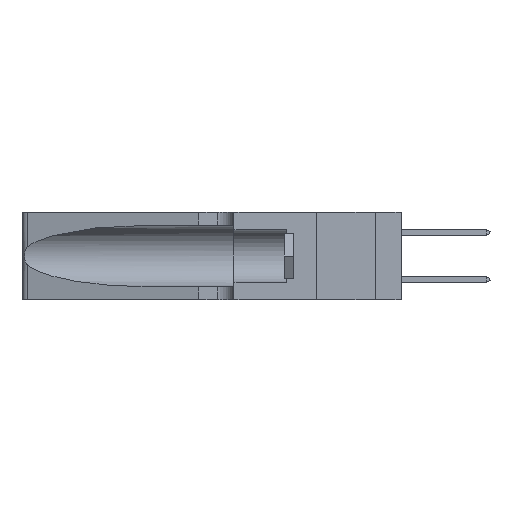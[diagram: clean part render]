
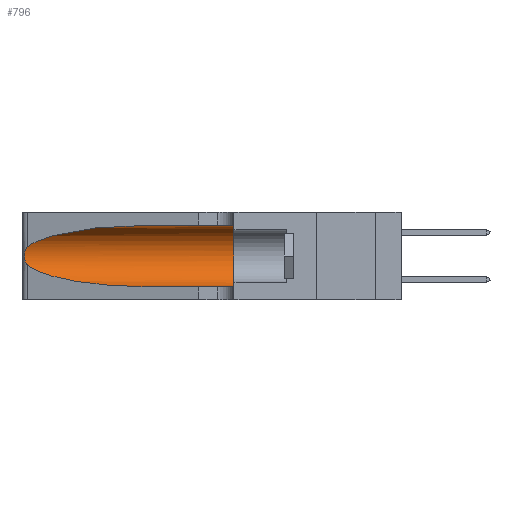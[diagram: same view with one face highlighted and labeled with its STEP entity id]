
A CAD part, left-side view. The second image highlights one B-rep face of the part: STEP entity #796.
In plain terms, the highlighted cylindrical face has radius 3.308 mm (diameter 6.617 mm), a partial arc.
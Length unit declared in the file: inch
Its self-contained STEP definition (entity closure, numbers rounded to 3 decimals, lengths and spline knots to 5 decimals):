
#275 = CARTESIAN_POINT ( 'NONE',  ( 0.25639, 1.23184, 0.21858 ) ) ;
#796 = ADVANCED_FACE ( 'NONE', ( #5267 ), #4641, .F. ) ;
#1129 = VERTEX_POINT ( 'NONE', #9309 ) ;
#1407 = ORIENTED_EDGE ( 'NONE', *, *, #10853, .F. ) ;
#2187 = CARTESIAN_POINT ( 'NONE',  ( 0.25854, 1.2359, 0.20912 ) ) ;
#2346 = EDGE_LOOP ( 'NONE', ( #23051, #12684, #17221, #22897, #1407, #11300 ) ) ;
#2567 = EDGE_CURVE ( 'NONE', #4407, #17305, #2798, .T. ) ;
#2798 =( BOUNDED_CURVE ( )  B_SPLINE_CURVE ( 3, ( #15089, #18594, #13294, #4092 ),
 .UNSPECIFIED., .F., .T. ) 
 B_SPLINE_CURVE_WITH_KNOTS ( ( 4, 4 ),
 ( 1.5708, 2.84003 ),
 .UNSPECIFIED. ) 
 CURVE ( )  GEOMETRIC_REPRESENTATION_ITEM ( )  RATIONAL_B_SPLINE_CURVE ( ( 1., 0.87, 0.87, 1. ) ) 
 REPRESENTATION_ITEM ( '' )  );
#3656 = EDGE_CURVE ( 'NONE', #1129, #21381, #19030, .T. ) ;
#4092 = CARTESIAN_POINT ( 'NONE',  ( 0.25487, 1.22718, 0.22369 ) ) ;
#4093 = CARTESIAN_POINT ( 'NONE',  ( 0.26075, 1.23896, 0.19203 ) ) ;
#4332 = DIRECTION ( 'NONE',  ( 0., -1., 0. ) ) ;
#4407 = VERTEX_POINT ( 'NONE', #18313 ) ;
#4641 = CYLINDRICAL_SURFACE ( 'NONE', #7927, 0.13025 ) ;
#5072 = CARTESIAN_POINT ( 'NONE',  ( 0.25487, 1.22718, 0.14631 ) ) ;
#5267 = FACE_OUTER_BOUND ( 'NONE', #2346, .T. ) ;
#5381 =( BOUNDED_CURVE ( )  B_SPLINE_CURVE ( 3, ( #17319, #19085, #8288, #20843 ),
 .UNSPECIFIED., .F., .F. ) 
 B_SPLINE_CURVE_WITH_KNOTS ( ( 4, 4 ),
 ( 3.44316, 4.71239 ),
 .UNSPECIFIED. ) 
 CURVE ( )  GEOMETRIC_REPRESENTATION_ITEM ( )  RATIONAL_B_SPLINE_CURVE ( ( 1., 0.87, 0.87, 1. ) ) 
 REPRESENTATION_ITEM ( '' )  );
#5990 = CARTESIAN_POINT ( 'NONE',  ( 0.26017, 1.23833, 0.17102 ) ) ;
#6292 = VECTOR ( 'NONE', #16432, 39.37008 ) ;
#7622 = EDGE_CURVE ( 'NONE', #4407, #12044, #11623, .T. ) ;
#7873 = CARTESIAN_POINT ( 'NONE',  ( 0.25789, 1.23486, 0.15765 ) ) ;
#7922 = B_SPLINE_CURVE_WITH_KNOTS ( 'NONE', 3,
 ( #22124, #20353, #275, #13295, #2187, #15091, #4093, #16920, #5990, #18673, #7873, #20439, #9686, #22202 ),
 .UNSPECIFIED., .F., .F.,
 ( 4, 2, 2, 2, 2, 2, 4 ),
 ( 0., 0.00027, 0.00053, 0.00107, 0.0016, 0.00187, 0.00214 ),
 .UNSPECIFIED. ) ;
#7927 = AXIS2_PLACEMENT_3D ( 'NONE', #10254, #16453, #16213 ) ;
#8288 = CARTESIAN_POINT ( 'NONE',  ( 0.18966, 0.96281, 0.05475 ) ) ;
#8929 = CIRCLE ( 'NONE', #18341, 0.13025 ) ;
#9309 = CARTESIAN_POINT ( 'NONE',  ( 0.1305, 0.72297, 0.05475 ) ) ;
#9686 = CARTESIAN_POINT ( 'NONE',  ( 0.25555, 1.22993, 0.14849 ) ) ;
#10073 = DIRECTION ( 'NONE',  ( 0., 1., 0. ) ) ;
#10254 = CARTESIAN_POINT ( 'NONE',  ( 0.1305, 1.61858, 0.185 ) ) ;
#10853 = EDGE_CURVE ( 'NONE', #12044, #21381, #8929, .T. ) ;
#11065 = VECTOR ( 'NONE', #4332, 39.37008 ) ;
#11300 = ORIENTED_EDGE ( 'NONE', *, *, #7622, .F. ) ;
#11623 = LINE ( 'NONE', #17150, #11065 ) ;
#12044 = VERTEX_POINT ( 'NONE', #17544 ) ;
#12684 = ORIENTED_EDGE ( 'NONE', *, *, #22138, .T. ) ;
#13294 = CARTESIAN_POINT ( 'NONE',  ( 0.2373, 1.15595, 0.28018 ) ) ;
#13295 = CARTESIAN_POINT ( 'NONE',  ( 0.25787, 1.23484, 0.2124 ) ) ;
#15089 = CARTESIAN_POINT ( 'NONE',  ( 0.1305, 0.72297, 0.31525 ) ) ;
#15091 = CARTESIAN_POINT ( 'NONE',  ( 0.26018, 1.23835, 0.19895 ) ) ;
#16213 = DIRECTION ( 'NONE',  ( 0., 0., -1. ) ) ;
#16432 = DIRECTION ( 'NONE',  ( 0., -1., 0. ) ) ;
#16453 = DIRECTION ( 'NONE',  ( 0., -1., 0. ) ) ;
#16503 = CARTESIAN_POINT ( 'NONE',  ( 0.1305, 0.35, 0.05475 ) ) ;
#16920 = CARTESIAN_POINT ( 'NONE',  ( 0.26075, 1.23896, 0.178 ) ) ;
#17150 = CARTESIAN_POINT ( 'NONE',  ( 0.1305, 1.61858, 0.31525 ) ) ;
#17221 = ORIENTED_EDGE ( 'NONE', *, *, #18462, .T. ) ;
#17305 = VERTEX_POINT ( 'NONE', #22722 ) ;
#17319 = CARTESIAN_POINT ( 'NONE',  ( 0.25487, 1.22718, 0.14631 ) ) ;
#17457 = VERTEX_POINT ( 'NONE', #5072 ) ;
#17544 = CARTESIAN_POINT ( 'NONE',  ( 0.1305, 0.35, 0.31525 ) ) ;
#18313 = CARTESIAN_POINT ( 'NONE',  ( 0.1305, 0.72297, 0.31525 ) ) ;
#18341 = AXIS2_PLACEMENT_3D ( 'NONE', #20793, #10073, #22546 ) ;
#18462 = EDGE_CURVE ( 'NONE', #17457, #1129, #5381, .T. ) ;
#18594 = CARTESIAN_POINT ( 'NONE',  ( 0.18966, 0.96281, 0.31525 ) ) ;
#18673 = CARTESIAN_POINT ( 'NONE',  ( 0.25856, 1.23593, 0.16098 ) ) ;
#19030 = LINE ( 'NONE', #21704, #6292 ) ;
#19085 = CARTESIAN_POINT ( 'NONE',  ( 0.2373, 1.15595, 0.08982 ) ) ;
#20353 = CARTESIAN_POINT ( 'NONE',  ( 0.25555, 1.22994, 0.2215 ) ) ;
#20439 = CARTESIAN_POINT ( 'NONE',  ( 0.25639, 1.23186, 0.15144 ) ) ;
#20793 = CARTESIAN_POINT ( 'NONE',  ( 0.1305, 0.35, 0.185 ) ) ;
#20843 = CARTESIAN_POINT ( 'NONE',  ( 0.1305, 0.72297, 0.05475 ) ) ;
#21381 = VERTEX_POINT ( 'NONE', #16503 ) ;
#21704 = CARTESIAN_POINT ( 'NONE',  ( 0.1305, 1.61858, 0.05475 ) ) ;
#22124 = CARTESIAN_POINT ( 'NONE',  ( 0.25487, 1.22718, 0.22369 ) ) ;
#22138 = EDGE_CURVE ( 'NONE', #17305, #17457, #7922, .T. ) ;
#22202 = CARTESIAN_POINT ( 'NONE',  ( 0.25487, 1.22718, 0.14631 ) ) ;
#22546 = DIRECTION ( 'NONE',  ( 0., 0., 1. ) ) ;
#22722 = CARTESIAN_POINT ( 'NONE',  ( 0.25487, 1.22718, 0.22369 ) ) ;
#22897 = ORIENTED_EDGE ( 'NONE', *, *, #3656, .T. ) ;
#23051 = ORIENTED_EDGE ( 'NONE', *, *, #2567, .T. ) ;
